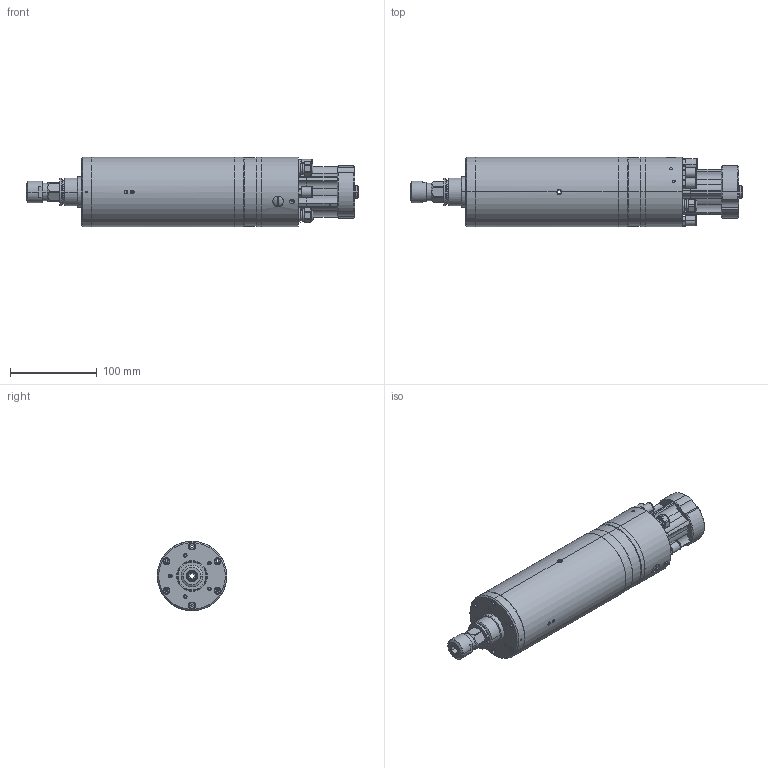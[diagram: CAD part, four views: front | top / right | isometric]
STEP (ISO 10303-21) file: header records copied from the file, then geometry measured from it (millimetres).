
FILE_DESCRIPTION (( 'STEP AP203' ), '1' );
FILE_NAME ('080A30HKV-01-.STEP', '2014-02-03T12:46:39', ( '' ), ( '' ), 'SwSTEP 2.0', 'SolidWorks 2012', '' );
FILE_SCHEMA (( 'CONFIG_CONTROL_DESIGN' ));
Length unit declared in the file: millimetre
Products named in the file (1): 080A30HKV-01-
Bounding box: 382.46 x 80 x 80 mm (x, y, z)
Surface area: 111901.5 mm2 (no closed solid volume)
Topology: 0 solids, 68 shells, 714 faces, 2129 edges, 1487 vertices
Faces by surface type: plane 295, cylinder 273, cone 86, torus 54, sphere 6
Entity records: 25664 total; most frequent: CARTESIAN_POINT 6035, DIRECTION 4425, ORIENTED_EDGE 3447, EDGE_CURVE 2119, AXIS2_PLACEMENT_3D 1701, VERTEX_POINT 1487, LINE 1023, VECTOR 1023
